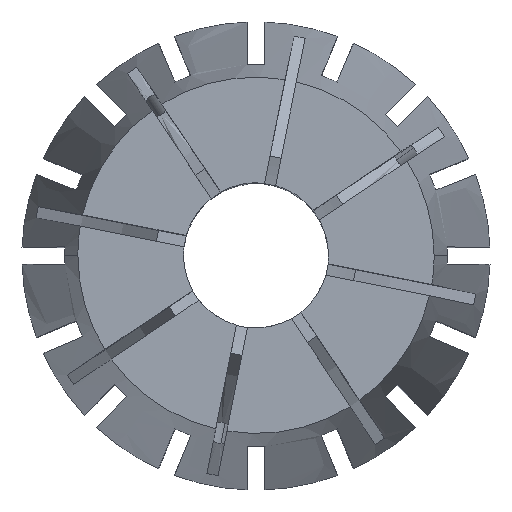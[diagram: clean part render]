
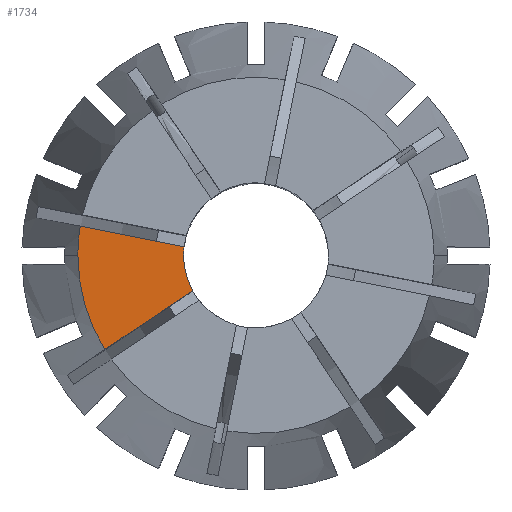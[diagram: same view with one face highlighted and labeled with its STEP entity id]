
A CAD part, top view. The second image highlights one B-rep face of the part: STEP entity #1734.
In plain terms, the highlighted planar face has unit normal (0, 0, 1).
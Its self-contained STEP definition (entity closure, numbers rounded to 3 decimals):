
#239 = DIRECTION ( 'NONE',  ( 0.831, 0.556, 0. ) ) ;
#299 = CARTESIAN_POINT ( 'NONE',  ( -0.278, 0.416, 0. ) ) ;
#446 = CARTESIAN_POINT ( 'NONE',  ( -13.238, -8.244, 0. ) ) ;
#517 = AXIS2_PLACEMENT_3D ( 'NONE', #5990, #5914, #752 ) ;
#752 = DIRECTION ( 'NONE',  ( 1., 0., 0. ) ) ;
#1044 = ORIENTED_EDGE ( 'NONE', *, *, #2288, .F. ) ;
#1271 = CARTESIAN_POINT ( 'NONE',  ( -6.35, 0., 0. ) ) ;
#1355 = ORIENTED_EDGE ( 'NONE', *, *, #3566, .T. ) ;
#1584 = ORIENTED_EDGE ( 'NONE', *, *, #2007, .F. ) ;
#1633 = VERTEX_POINT ( 'NONE', #2219 ) ;
#1734 = ADVANCED_FACE ( 'NONE', ( #7560 ), #5241, .F. ) ;
#1752 = DIRECTION ( 'NONE',  ( -1., 0., 0. ) ) ;
#1798 = CARTESIAN_POINT ( 'NONE',  ( -15.385, 2.551, 0. ) ) ;
#2007 = EDGE_CURVE ( 'NONE', #7285, #2268, #3236, .T. ) ;
#2219 = CARTESIAN_POINT ( 'NONE',  ( -5.541, -3.101, 0. ) ) ;
#2268 = VERTEX_POINT ( 'NONE', #4121 ) ;
#2272 = VERTEX_POINT ( 'NONE', #6439 ) ;
#2288 = EDGE_CURVE ( 'NONE', #2268, #3897, #3783, .T. ) ;
#2514 = DIRECTION ( 'NONE',  ( 0., 0., 1. ) ) ;
#2626 = EDGE_CURVE ( 'NONE', #2272, #4498, #2774, .T. ) ;
#2662 = CARTESIAN_POINT ( 'NONE',  ( 0., 0., 0. ) ) ;
#2695 = CARTESIAN_POINT ( 'NONE',  ( 0., 0., 0. ) ) ;
#2740 = DIRECTION ( 'NONE',  ( 0.981, -0.195, 0. ) ) ;
#2774 = CIRCLE ( 'NONE', #6684, 15.595 ) ;
#3002 = VECTOR ( 'NONE', #239, 1000. ) ;
#3236 = LINE ( 'NONE', #6873, #5798 ) ;
#3285 = DIRECTION ( 'NONE',  ( 1., 0., 0. ) ) ;
#3552 = LINE ( 'NONE', #299, #3002 ) ;
#3566 = EDGE_CURVE ( 'NONE', #7285, #2272, #5094, .T. ) ;
#3783 = CIRCLE ( 'NONE', #517, 6.35 ) ;
#3897 = VERTEX_POINT ( 'NONE', #1271 ) ;
#4043 = DIRECTION ( 'NONE',  ( 0., 0., -1. ) ) ;
#4121 = CARTESIAN_POINT ( 'NONE',  ( -6.306, 0.745, 0. ) ) ;
#4260 = DIRECTION ( 'NONE',  ( 1., 0., 0. ) ) ;
#4438 = DIRECTION ( 'NONE',  ( 1., 0., 0. ) ) ;
#4498 = VERTEX_POINT ( 'NONE', #446 ) ;
#4594 = ORIENTED_EDGE ( 'NONE', *, *, #5214, .F. ) ;
#5094 = CIRCLE ( 'NONE', #6900, 15.595 ) ;
#5214 = EDGE_CURVE ( 'NONE', #3897, #1633, #5582, .T. ) ;
#5241 = PLANE ( 'NONE',  #6781 ) ;
#5378 = ORIENTED_EDGE ( 'NONE', *, *, #2626, .T. ) ;
#5472 = EDGE_CURVE ( 'NONE', #4498, #1633, #3552, .T. ) ;
#5582 = CIRCLE ( 'NONE', #6649, 6.35 ) ;
#5619 = ORIENTED_EDGE ( 'NONE', *, *, #5472, .T. ) ;
#5798 = VECTOR ( 'NONE', #2740, 1000. ) ;
#5914 = DIRECTION ( 'NONE',  ( 0., 0., 1. ) ) ;
#5990 = CARTESIAN_POINT ( 'NONE',  ( 0., 0., 0. ) ) ;
#5998 = CARTESIAN_POINT ( 'NONE',  ( 0., 0., 0. ) ) ;
#6340 = CARTESIAN_POINT ( 'NONE',  ( 0., 0., 0. ) ) ;
#6439 = CARTESIAN_POINT ( 'NONE',  ( -15.595, 0., 0. ) ) ;
#6649 = AXIS2_PLACEMENT_3D ( 'NONE', #5998, #2514, #4260 ) ;
#6684 = AXIS2_PLACEMENT_3D ( 'NONE', #2695, #6778, #3285 ) ;
#6765 = DIRECTION ( 'NONE',  ( 0., 0., 1. ) ) ;
#6778 = DIRECTION ( 'NONE',  ( 0., 0., 1. ) ) ;
#6781 = AXIS2_PLACEMENT_3D ( 'NONE', #6340, #4043, #1752 ) ;
#6873 = CARTESIAN_POINT ( 'NONE',  ( -0.098, -0.49, 0. ) ) ;
#6900 = AXIS2_PLACEMENT_3D ( 'NONE', #2662, #6765, #4438 ) ;
#7285 = VERTEX_POINT ( 'NONE', #1798 ) ;
#7541 = EDGE_LOOP ( 'NONE', ( #1355, #5378, #5619, #4594, #1044, #1584 ) ) ;
#7560 = FACE_OUTER_BOUND ( 'NONE', #7541, .T. ) ;
